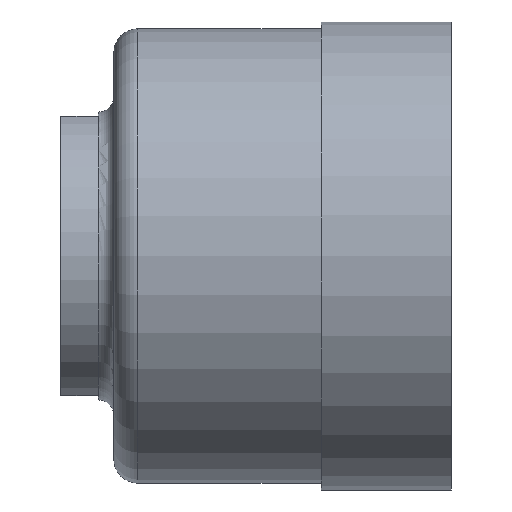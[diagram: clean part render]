
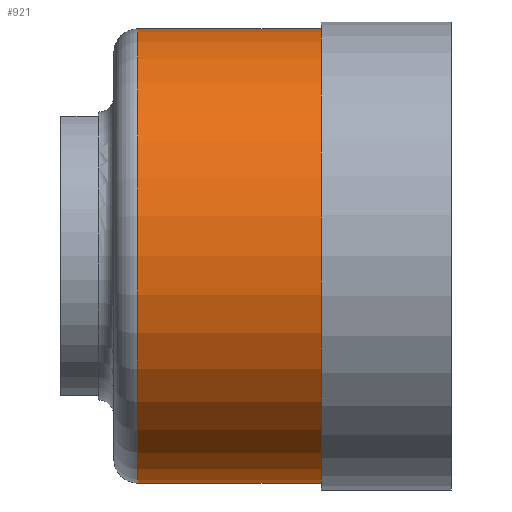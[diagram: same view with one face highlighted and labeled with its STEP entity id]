
A CAD part, top view. The second image highlights one B-rep face of the part: STEP entity #921.
In plain terms, the highlighted cylindrical face has radius 6.63 mm (diameter 13.26 mm), a partial arc.
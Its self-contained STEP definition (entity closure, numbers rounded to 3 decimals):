
#45=DIRECTION('',(-1.,0.,0.));
#46=VECTOR('',#45,5.35);
#47=CARTESIAN_POINT('',(0.,-6.63,0.));
#48=LINE('',#47,#46);
#54=DIRECTION('',(-1.,0.,0.));
#55=VECTOR('',#54,5.35);
#56=CARTESIAN_POINT('',(0.,6.63,0.));
#57=LINE('',#56,#55);
#340=CARTESIAN_POINT('',(-5.35,0.,0.));
#341=DIRECTION('',(-1.,0.,0.));
#342=DIRECTION('',(0.,-1.,0.));
#343=AXIS2_PLACEMENT_3D('',#340,#341,#342);
#345=CARTESIAN_POINT('',(0.,0.,0.));
#346=DIRECTION('',(1.,0.,0.));
#347=DIRECTION('',(0.,1.,0.));
#348=AXIS2_PLACEMENT_3D('',#345,#346,#347);
#416=CARTESIAN_POINT('',(0.,6.63,0.));
#417=CARTESIAN_POINT('',(0.,-6.63,0.));
#418=VERTEX_POINT('',#416);
#419=VERTEX_POINT('',#417);
#432=CARTESIAN_POINT('',(-5.35,6.63,0.));
#433=CARTESIAN_POINT('',(-5.35,-6.63,0.));
#434=VERTEX_POINT('',#432);
#435=VERTEX_POINT('',#433);
#910=CARTESIAN_POINT('',(-8.17,0.,0.));
#911=DIRECTION('',(1.,0.,0.));
#912=DIRECTION('',(0.,-1.,0.));
#913=AXIS2_PLACEMENT_3D('',#910,#911,#912);
#914=CYLINDRICAL_SURFACE('',#913,6.63);
#915=ORIENTED_EDGE('',*,*,#904,.T.);
#916=ORIENTED_EDGE('',*,*,#508,.F.);
#917=ORIENTED_EDGE('',*,*,#493,.T.);
#918=ORIENTED_EDGE('',*,*,#505,.T.);
#919=EDGE_LOOP('',(#915,#916,#917,#918));
#920=FACE_OUTER_BOUND('',#919,.F.);
#921=ADVANCED_FACE('',(#920),#914,.T.);
#344=CIRCLE('',#343,6.63);
#349=CIRCLE('',#348,6.63);
#493=EDGE_CURVE('',#418,#419,#349,.T.);
#505=EDGE_CURVE('',#419,#435,#48,.T.);
#508=EDGE_CURVE('',#418,#434,#57,.T.);
#904=EDGE_CURVE('',#435,#434,#344,.T.);
